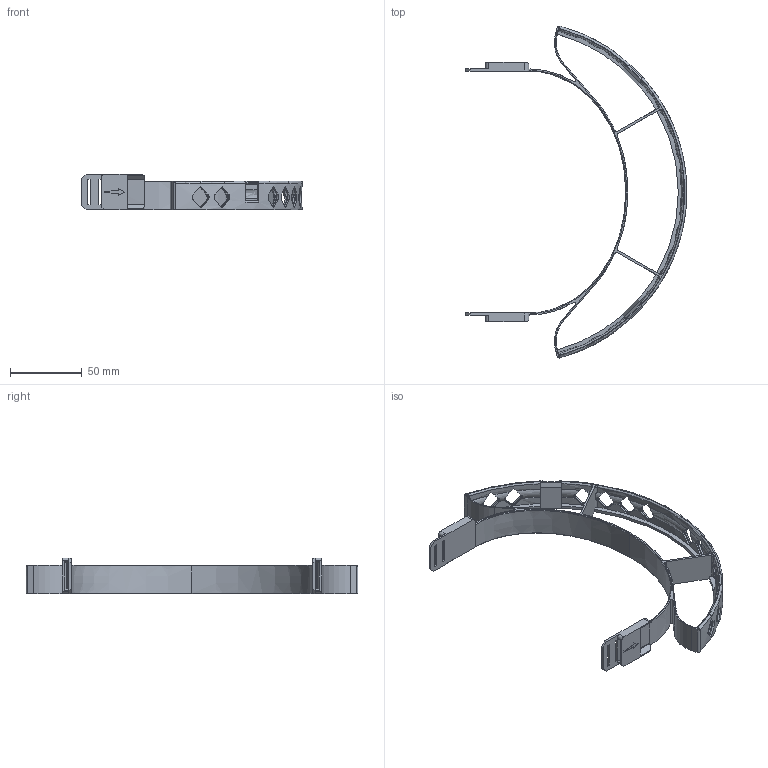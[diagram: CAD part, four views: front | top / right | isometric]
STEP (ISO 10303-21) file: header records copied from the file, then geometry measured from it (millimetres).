
FILE_DESCRIPTION((''),'2;1');
FILE_NAME('C19_PORTE_VISIERE','2020-04-05T13:29:00',('scrib'),(''),'CREO PARAMETRIC BY PTC INC, 2016390','CREO PARAMETRIC BY PTC INC, 2016390','');
FILE_SCHEMA(('CONFIG_CONTROL_DESIGN'));
Length unit declared in the file: millimetre
Products named in the file (1): C19_PORTE_VISIERE
Bounding box: 153.18 x 230.6 x 25 mm (x, y, z)
Volume: 33607.3 mm3; surface area: 45777.8 mm2
Topology: 1 solids, 1 shells, 427 faces, 1310 edges, 856 vertices
Faces by surface type: plane 214, cylinder 143, torus 40, bspline 14, extrusion 10, cone 6
Entity records: 17553 total; most frequent: CARTESIAN_POINT 6633, ORIENTED_EDGE 2620, DIRECTION 1799, EDGE_CURVE 1310, VERTEX_POINT 856, AXIS2_PLACEMENT_3D 608, VECTOR 583, LINE 573
